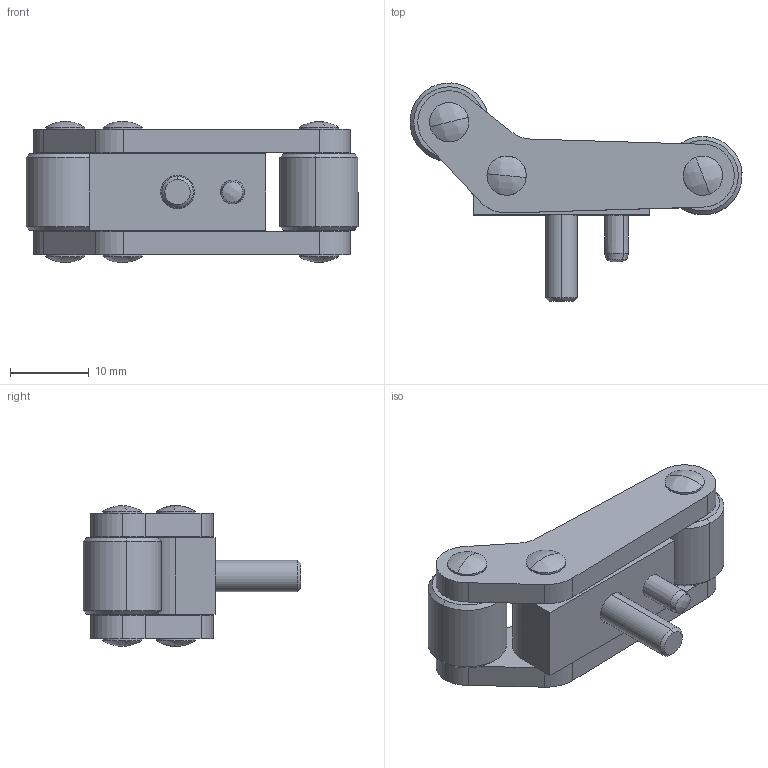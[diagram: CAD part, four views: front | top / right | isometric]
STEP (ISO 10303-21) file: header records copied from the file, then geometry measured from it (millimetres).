
FILE_DESCRIPTION (( 'STEP AP214' ), '1' );
FILE_NAME ('ep251016.STEP', '2017-04-05T15:49:38', ( '' ), ( '' ), 'SwSTEP 2.0', 'SolidWorks 2017', '' );
FILE_SCHEMA (( 'AUTOMOTIVE_DESIGN' ));
Length unit declared in the file: millimetre
Products named in the file (7): 9EP251016-2; 9EP251016-4 remachado; 1DIN912416_DIN 912 M4 x 16 --- 16C; 9EP251016-1; 9EP251016-3; ep251016; DIN6325 3x12
Assembly tree (10 placements, depth 2):
  ep251016
    9EP251016-1  x2
    1DIN912416_DIN 912 M4 x 16 --- 16C
    9EP251016-4 remachado  x3
    9EP251016-3  x2
    9EP251016-2
    DIN6325 3x12
Bounding box: 42.29 x 27.76 x 17.97 mm (x, y, z)
Volume: 5860.3 mm3; surface area: 6063.8 mm2
Topology: 10 solids, 10 shells, 208 faces, 451 edges, 277 vertices
Faces by surface type: cylinder 73, cone 52, plane 52, bspline 31
Entity records: 5209 total; most frequent: CARTESIAN_POINT 874, DIRECTION 625, ORIENTED_EDGE 524, EDGE_CURVE 262, AXIS2_PLACEMENT_3D 252, VERTEX_POINT 161, EDGE_LOOP 141, UNCERTAINTY_MEASURE_WITH_UNIT 140
